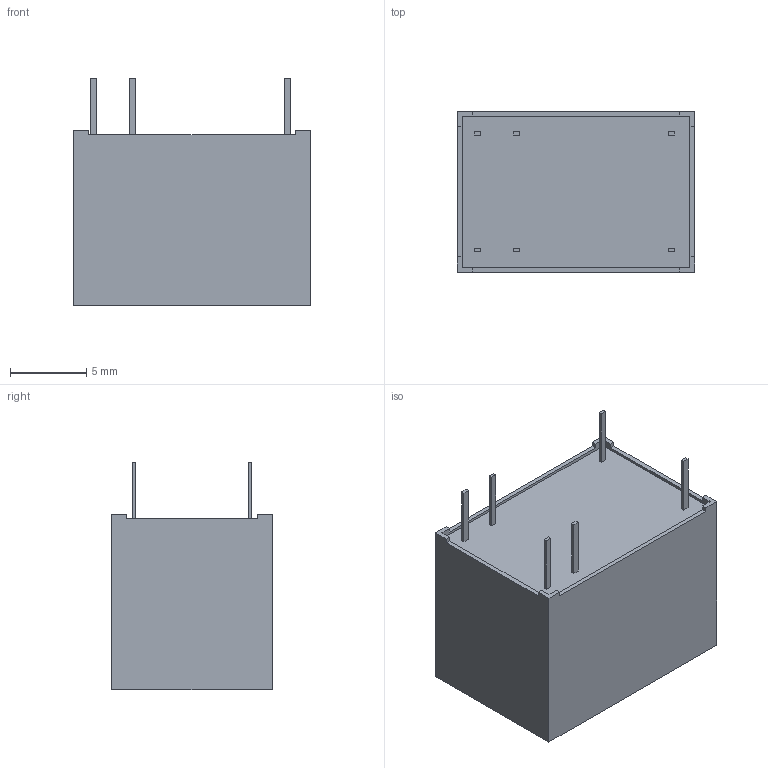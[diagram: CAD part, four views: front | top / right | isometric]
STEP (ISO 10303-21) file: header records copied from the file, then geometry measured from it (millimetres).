
FILE_DESCRIPTION((''),'2;1');
FILE_NAME('C-3-1393779-7','2016-03-18T',('workeradm'),('Tyco Electronics Ltd.'),'CREO PARAMETRIC BY PTC INC, 2015200','CREO PARAMETRIC BY PTC INC, 2015200','');
FILE_SCHEMA(('AUTOMOTIVE_DESIGN { 1 0 10303 214 1 1 1 1 }'));
Length unit declared in the file: millimetre
Products named in the file (1): C-3-1393779-7
Bounding box: 15.5 x 10.5 x 14.9 mm (x, y, z)
Volume: 1795.6 mm3; surface area: 952.7 mm2
Topology: 1 solids, 1 shells, 565 faces, 1569 edges, 1046 vertices
Faces by surface type: plane 565
Entity records: 17727 total; most frequent: CARTESIAN_POINT 3182, ORIENTED_EDGE 3138, DIRECTION 2699, VECTOR 1569, LINE 1569, EDGE_CURVE 1569, VERTEX_POINT 1046, EDGE_LOOP 605
